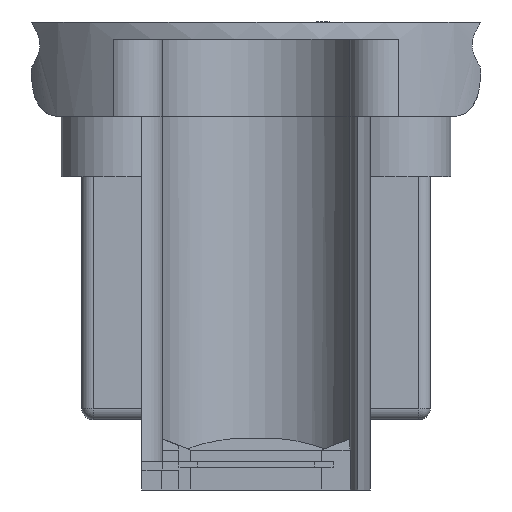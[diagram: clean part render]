
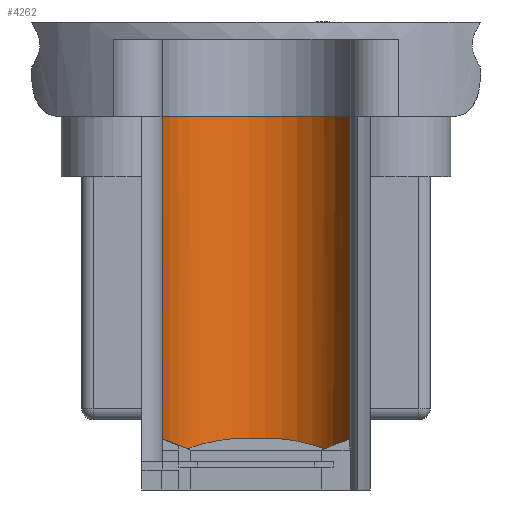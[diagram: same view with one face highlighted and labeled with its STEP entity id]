
A CAD part, left-side view. The second image highlights one B-rep face of the part: STEP entity #4262.
In plain terms, the highlighted cylindrical face has radius 8.5 mm (diameter 17 mm), a partial arc.
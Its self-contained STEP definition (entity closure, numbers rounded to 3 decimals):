
#172=FACE_BOUND('',#534,.T.);
#173=FACE_BOUND('',#535,.T.);
#191=CYLINDRICAL_SURFACE('',#4529,8.5);
#290=FACE_OUTER_BOUND('',#533,.T.);
#533=EDGE_LOOP('',(#2850,#2851,#2852,#2853,#2854,#2855,#2856,#2857));
#534=EDGE_LOOP('',(#2858,#2859,#2860,#2861));
#535=EDGE_LOOP('',(#2862,#2863,#2864,#2865));
#787=LINE('',#6060,#1192);
#794=LINE('',#6076,#1199);
#798=LINE('',#6085,#1203);
#802=LINE('',#6093,#1207);
#808=LINE('',#6113,#1213);
#810=LINE('',#6116,#1215);
#811=LINE('',#6123,#1216);
#812=LINE('',#6126,#1217);
#1192=VECTOR('',#4899,10.);
#1199=VECTOR('',#4910,10.);
#1203=VECTOR('',#4916,10.);
#1207=VECTOR('',#4922,10.);
#1213=VECTOR('',#4946,10.);
#1215=VECTOR('',#4950,10.);
#1216=VECTOR('',#4959,10.);
#1217=VECTOR('',#4962,10.);
#1592=CIRCLE('',#4511,8.5);
#1593=CIRCLE('',#4518,8.5);
#1594=CIRCLE('',#4520,8.5);
#1595=CIRCLE('',#4522,8.5);
#1596=CIRCLE('',#4524,8.5);
#1597=CIRCLE('',#4528,8.5);
#1598=CIRCLE('',#4530,8.5);
#1599=CIRCLE('',#4531,8.5);
#1712=VERTEX_POINT('',#6047);
#1713=VERTEX_POINT('',#6048);
#1717=VERTEX_POINT('',#6058);
#1723=VERTEX_POINT('',#6074);
#1724=VERTEX_POINT('',#6075);
#1727=VERTEX_POINT('',#6083);
#1728=VERTEX_POINT('',#6084);
#1731=VERTEX_POINT('',#6092);
#1732=VERTEX_POINT('',#6096);
#1733=VERTEX_POINT('',#6100);
#1734=VERTEX_POINT('',#6104);
#1735=VERTEX_POINT('',#6108);
#1736=VERTEX_POINT('',#6112);
#1737=VERTEX_POINT('',#6120);
#1738=VERTEX_POINT('',#6122);
#1739=VERTEX_POINT('',#6124);
#2142=EDGE_CURVE('',#1712,#1713,#1592,.T.);
#2148=EDGE_CURVE('',#1713,#1717,#787,.T.);
#2155=EDGE_CURVE('',#1723,#1724,#794,.T.);
#2159=EDGE_CURVE('',#1727,#1728,#798,.T.);
#2163=EDGE_CURVE('',#1731,#1712,#802,.T.);
#2165=EDGE_CURVE('',#1732,#1731,#1593,.T.);
#2167=EDGE_CURVE('',#1733,#1727,#1594,.T.);
#2169=EDGE_CURVE('',#1728,#1734,#1595,.T.);
#2171=EDGE_CURVE('',#1724,#1735,#1596,.T.);
#2173=EDGE_CURVE('',#1735,#1736,#808,.T.);
#2175=EDGE_CURVE('',#1734,#1733,#810,.T.);
#2176=EDGE_CURVE('',#1736,#1723,#1597,.T.);
#2177=EDGE_CURVE('',#1737,#1717,#1598,.T.);
#2178=EDGE_CURVE('',#1738,#1737,#811,.T.);
#2179=EDGE_CURVE('',#1738,#1739,#1599,.T.);
#2180=EDGE_CURVE('',#1739,#1732,#812,.T.);
#2850=ORIENTED_EDGE('',*,*,#2142,.T.);
#2851=ORIENTED_EDGE('',*,*,#2148,.T.);
#2852=ORIENTED_EDGE('',*,*,#2177,.F.);
#2853=ORIENTED_EDGE('',*,*,#2178,.F.);
#2854=ORIENTED_EDGE('',*,*,#2179,.T.);
#2855=ORIENTED_EDGE('',*,*,#2180,.T.);
#2856=ORIENTED_EDGE('',*,*,#2165,.T.);
#2857=ORIENTED_EDGE('',*,*,#2163,.T.);
#2858=ORIENTED_EDGE('',*,*,#2175,.T.);
#2859=ORIENTED_EDGE('',*,*,#2167,.T.);
#2860=ORIENTED_EDGE('',*,*,#2159,.T.);
#2861=ORIENTED_EDGE('',*,*,#2169,.T.);
#2862=ORIENTED_EDGE('',*,*,#2173,.T.);
#2863=ORIENTED_EDGE('',*,*,#2176,.T.);
#2864=ORIENTED_EDGE('',*,*,#2155,.T.);
#2865=ORIENTED_EDGE('',*,*,#2171,.T.);
#4262=ADVANCED_FACE('',(#290,#172,#173),#191,.F.);
#4511=AXIS2_PLACEMENT_3D('',#6049,#4890,#4891);
#4518=AXIS2_PLACEMENT_3D('',#6097,#4926,#4927);
#4520=AXIS2_PLACEMENT_3D('',#6101,#4931,#4932);
#4522=AXIS2_PLACEMENT_3D('',#6105,#4936,#4937);
#4524=AXIS2_PLACEMENT_3D('',#6109,#4941,#4942);
#4528=AXIS2_PLACEMENT_3D('',#6118,#4953,#4954);
#4529=AXIS2_PLACEMENT_3D('',#6119,#4955,#4956);
#4530=AXIS2_PLACEMENT_3D('',#6121,#4957,#4958);
#4531=AXIS2_PLACEMENT_3D('',#6125,#4960,#4961);
#4890=DIRECTION('center_axis',(0.,0.,1.));
#4891=DIRECTION('ref_axis',(-0.233,-0.972,0.));
#4899=DIRECTION('',(0.,0.,-1.));
#4910=DIRECTION('',(0.,0.,-1.));
#4916=DIRECTION('',(0.,0.,-1.));
#4922=DIRECTION('',(0.,0.,-1.));
#4926=DIRECTION('center_axis',(0.,0.,-1.));
#4927=DIRECTION('ref_axis',(-0.233,-0.972,0.));
#4931=DIRECTION('center_axis',(0.,0.,-1.));
#4932=DIRECTION('ref_axis',(-0.233,-0.972,0.));
#4936=DIRECTION('center_axis',(0.,0.,1.));
#4937=DIRECTION('ref_axis',(-0.233,-0.972,0.));
#4941=DIRECTION('center_axis',(0.,0.,1.));
#4942=DIRECTION('ref_axis',(-0.233,-0.972,0.));
#4946=DIRECTION('',(0.,0.,1.));
#4950=DIRECTION('',(0.,0.,1.));
#4953=DIRECTION('center_axis',(0.,0.,-1.));
#4954=DIRECTION('ref_axis',(-0.233,-0.972,0.));
#4955=DIRECTION('center_axis',(0.,0.,-1.));
#4956=DIRECTION('ref_axis',(1.,-0.012,0.));
#4957=DIRECTION('center_axis',(0.,0.,1.));
#4958=DIRECTION('ref_axis',(-0.233,-0.972,0.));
#4959=DIRECTION('',(0.,0.,-1.));
#4960=DIRECTION('center_axis',(0.,0.,1.));
#4961=DIRECTION('ref_axis',(-0.233,-0.972,0.));
#4962=DIRECTION('',(0.,0.,-1.));
#6047=CARTESIAN_POINT('',(-12.101,8.205,-39.25));
#6048=CARTESIAN_POINT('',(-16.101,8.308,-39.25));
#6049=CARTESIAN_POINT('Origin',(-14.314,-0.002,
-39.25));
#6058=CARTESIAN_POINT('',(-16.101,8.308,-41.));
#6060=CARTESIAN_POINT('',(-16.101,8.308,-8.25));
#6074=CARTESIAN_POINT('',(-9.148,-6.752,-38.5));
#6075=CARTESIAN_POINT('',(-9.148,-6.752,-39.));
#6076=CARTESIAN_POINT('',(-9.148,-6.752,-8.25));
#6083=CARTESIAN_POINT('',(-7.564,5.164,-38.5));
#6084=CARTESIAN_POINT('',(-7.564,5.164,-39.));
#6085=CARTESIAN_POINT('',(-7.564,5.164,-8.25));
#6092=CARTESIAN_POINT('',(-12.101,8.205,-38.5));
#6093=CARTESIAN_POINT('',(-12.101,8.205,-8.25));
#6096=CARTESIAN_POINT('',(-16.101,8.308,-38.5));
#6097=CARTESIAN_POINT('Origin',(-14.314,-0.002,
-38.5));
#6100=CARTESIAN_POINT('',(-9.148,6.748,-38.5));
#6101=CARTESIAN_POINT('Origin',(-14.314,-0.002,
-38.5));
#6104=CARTESIAN_POINT('',(-9.148,6.748,-39.));
#6105=CARTESIAN_POINT('Origin',(-14.314,-0.002,
-39.));
#6108=CARTESIAN_POINT('',(-7.564,-5.168,-39.));
#6109=CARTESIAN_POINT('Origin',(-14.314,-0.002,
-39.));
#6112=CARTESIAN_POINT('',(-7.564,-5.168,-38.5));
#6113=CARTESIAN_POINT('',(-7.564,-5.168,-8.25));
#6116=CARTESIAN_POINT('',(-9.148,6.748,-8.25));
#6118=CARTESIAN_POINT('Origin',(-14.314,-0.002,
-38.5));
#6119=CARTESIAN_POINT('Origin',(-14.314,-0.002,
-8.25));
#6120=CARTESIAN_POINT('',(-16.295,-8.268,-41.));
#6121=CARTESIAN_POINT('Origin',(-14.314,-0.002,
-41.));
#6122=CARTESIAN_POINT('',(-16.295,-8.268,-8.25));
#6123=CARTESIAN_POINT('',(-16.295,-8.268,-8.25));
#6124=CARTESIAN_POINT('',(-16.101,8.308,-8.25));
#6125=CARTESIAN_POINT('Origin',(-14.314,-0.002,
-8.25));
#6126=CARTESIAN_POINT('',(-16.101,8.308,-8.25));
